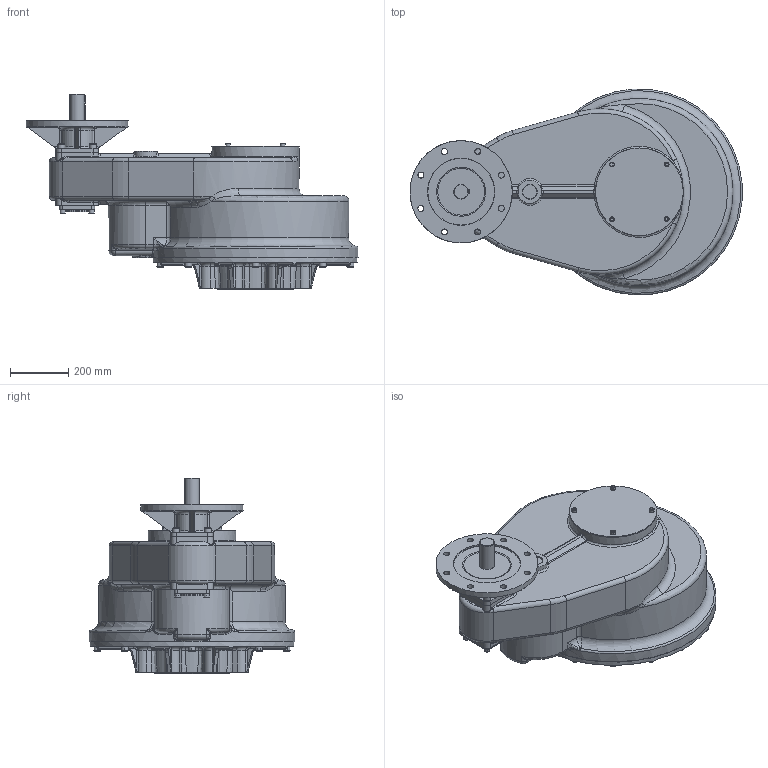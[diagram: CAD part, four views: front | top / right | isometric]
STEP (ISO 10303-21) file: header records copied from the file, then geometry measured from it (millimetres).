
FILE_DESCRIPTION( ( 'Unknown' ), '1' );
FILE_NAME( 'PUBIS17-F30-F35_simplified.stp', 'Unknown', ( 'Unknown' ), ( 'Unknown' ), 'PSStep 15.0.49', 'Unknown', ' ' );
FILE_SCHEMA( ( 'AUTOMOTIVE_DESIGN { 1 0 10303 214 1 1 1 1 }' ) );
Length unit declared in the file: millimetre
Products named in the file (30): 1; 2; 3; 4; 5; 6; 7; 8; 9; 10; 11; 12; 13; 14; 15; 16; 17; 18; 19; 20; 21; 22; 23; 24; 25; 26; 27; 28; 29; 30
Bounding box: 1136.33 x 704.31 x 668.17 mm (x, y, z)
Surface area: 2624415.5 mm2 (no closed solid volume)
Topology: 0 solids, 767 shells, 767 faces, 3678 edges, 3546 vertices
Faces by surface type: plane 270, cylinder 218, bspline 100, torus 90, cone 51, sphere 38
Full cylindrical faces by diameter (mm): 16 x4, 18 x4, 20.5 x8, 24 x12, 26.5 x8, 50 x2, 80 x2, 160.05 x1, 230.15 x1, 259.93 x1, 279.93 x1, 300 x2, 350 x1, 700 x1
Entity records: 75740 total; most frequent: CARTESIAN_POINT 43043, DIRECTION 5508, VERTEX_POINT 3502, ORIENTED_EDGE 3494, EDGE_CURVE 3494, AXIS2_PLACEMENT_3D 2075, LINE 1358, VECTOR 1358
